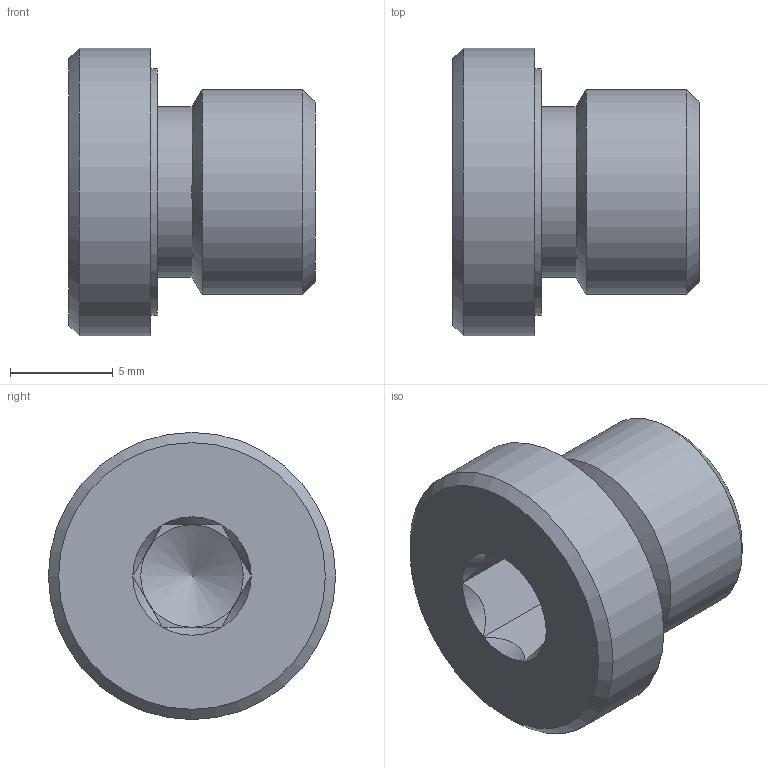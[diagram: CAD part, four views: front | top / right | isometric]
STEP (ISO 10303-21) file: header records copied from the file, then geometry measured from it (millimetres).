
FILE_DESCRIPTION(/* description */ (''),/* implementation_level */ '2;1');
FILE_NAME(/* name */ 'vsti_10x1_es.stp',/* time_stamp */ '2019-02-27T13:45:26+01:00',/* author */ ('leitheußer'),/* organization */ (''),/* preprocessor_version */ 'ST-DEVELOPER v15.6',/* originating_system */ 'Autodesk Inventor LT ',/* authorisation */ '');
FILE_SCHEMA (('AUTOMOTIVE_DESIGN { 1 0 10303 214 3 1 1 }'));
Length unit declared in the file: millimetre
Products named in the file (1): vsti_10x1_es
Bounding box: 12 x 14 x 14 mm (x, y, z)
Volume: 1038.2 mm3; surface area: 869.7 mm2
Topology: 1 solids, 1 shells, 32 faces, 64 edges, 36 vertices
Faces by surface type: plane 16, cone 11, cylinder 5
Full cylindrical faces by diameter (mm): 5 x1, 8.3 x1, 10 x1, 12 x1, 14 x1
Entity records: 1267 total; most frequent: CARTESIAN_POINT 633, DIRECTION 132, ORIENTED_EDGE 96, AXIS2_PLACEMENT_3D 57, EDGE_CURVE 48, EDGE_LOOP 44, FACE_OUTER_BOUND 32, ADVANCED_FACE 32
